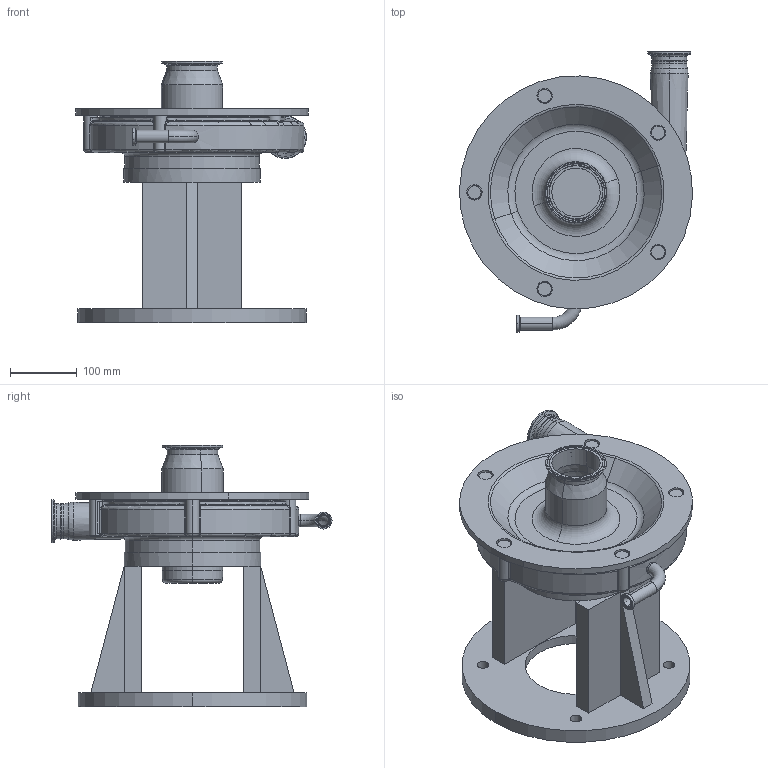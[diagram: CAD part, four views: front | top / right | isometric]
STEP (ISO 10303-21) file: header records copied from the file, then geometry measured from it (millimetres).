
FILE_DESCRIPTION (( 'STEP AP214' ), '1' );
FILE_NAME ('FP 3452 320TSC VERT 3-4 IN ELBOW LEFT DRAIN.STEP', '2023-04-27T16:28:39', ( '' ), ( '' ), 'SwSTEP 2.0', 'SolidWorks 2023', '' );
FILE_SCHEMA (( 'AUTOMOTIVE_DESIGN' ));
Length unit declared in the file: millimetre
Products named in the file (1): FP 3452 320TSC VERT 3-4 IN ELBOW LEFT DRAIN
Bounding box: 349.79 x 420.7 x 392.5 mm (x, y, z)
Volume: 8290669 mm3; surface area: 822082.4 mm2
Topology: 1 solids, 3 shells, 365 faces, 866 edges, 517 vertices
Faces by surface type: cylinder 132, torus 96, plane 71, bspline 32, cone 30, sphere 4
Entity records: 13533 total; most frequent: CARTESIAN_POINT 5069, DIRECTION 1910, ORIENTED_EDGE 1714, EDGE_CURVE 857, AXIS2_PLACEMENT_3D 839, VERTEX_POINT 517, CIRCLE 505, EDGE_LOOP 406
